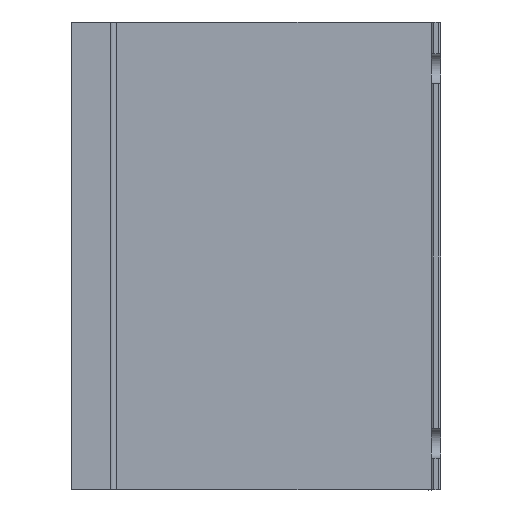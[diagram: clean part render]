
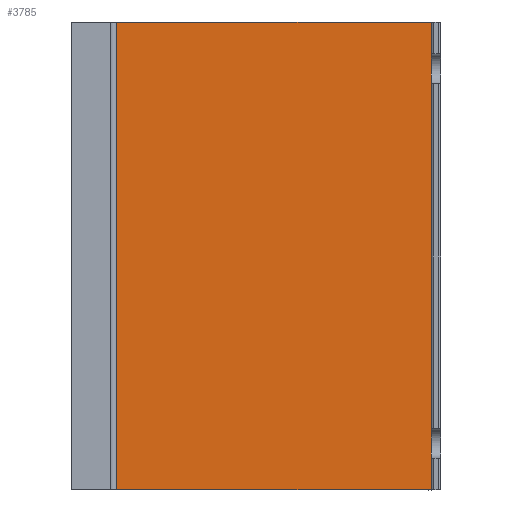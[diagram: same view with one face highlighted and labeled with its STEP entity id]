
A CAD part, left-side view. The second image highlights one B-rep face of the part: STEP entity #3785.
In plain terms, the highlighted planar face has unit normal (-1, 0, 0).
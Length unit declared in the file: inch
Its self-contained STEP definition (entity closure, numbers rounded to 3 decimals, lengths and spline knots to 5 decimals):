
#225 = VECTOR ( 'NONE', #2932, 39.37008 ) ;
#390 = PLANE ( 'NONE',  #2460 ) ;
#411 = EDGE_CURVE ( 'NONE', #7261, #2168, #8789, .T. ) ;
#1042 = EDGE_CURVE ( 'NONE', #9421, #7261, #5894, .T. ) ;
#1542 = VERTEX_POINT ( 'NONE', #9416 ) ;
#1874 = CARTESIAN_POINT ( 'NONE',  ( -2.2, -1.154, -3. ) ) ;
#1890 = CARTESIAN_POINT ( 'NONE',  ( -2.2, -1.154, 0. ) ) ;
#2054 = DIRECTION ( 'NONE',  ( 0., 0., -1. ) ) ;
#2168 = VERTEX_POINT ( 'NONE', #2366 ) ;
#2179 = VECTOR ( 'NONE', #2670, 39.37008 ) ;
#2366 = CARTESIAN_POINT ( 'NONE',  ( -2.2, 0.864, 0. ) ) ;
#2460 = AXIS2_PLACEMENT_3D ( 'NONE', #1874, #7047, #2615 ) ;
#2615 = DIRECTION ( 'NONE',  ( 0., 0., 1. ) ) ;
#2632 = DIRECTION ( 'NONE',  ( 0., 1., 0. ) ) ;
#2654 = FACE_OUTER_BOUND ( 'NONE', #9318, .T. ) ;
#2670 = DIRECTION ( 'NONE',  ( 0., 0., 1. ) ) ;
#2932 = DIRECTION ( 'NONE',  ( 0., -1., 0. ) ) ;
#3785 = ADVANCED_FACE ( 'NONE', ( #2654 ), #390, .T. ) ;
#4517 = ORIENTED_EDGE ( 'NONE', *, *, #9401, .T. ) ;
#5202 = ORIENTED_EDGE ( 'NONE', *, *, #1042, .T. ) ;
#5631 = CARTESIAN_POINT ( 'NONE',  ( -2.2, -1.154, -3. ) ) ;
#5806 = LINE ( 'NONE', #6495, #7732 ) ;
#5894 = LINE ( 'NONE', #5631, #2179 ) ;
#5944 = ORIENTED_EDGE ( 'NONE', *, *, #9044, .T. ) ;
#6022 = CARTESIAN_POINT ( 'NONE',  ( -2.2, -1.154, 0. ) ) ;
#6495 = CARTESIAN_POINT ( 'NONE',  ( -2.2, 0.864, -3. ) ) ;
#6822 = VECTOR ( 'NONE', #2632, 39.37008 ) ;
#7047 = DIRECTION ( 'NONE',  ( -1., 0., 0. ) ) ;
#7261 = VERTEX_POINT ( 'NONE', #6022 ) ;
#7732 = VECTOR ( 'NONE', #2054, 39.37008 ) ;
#7964 = CARTESIAN_POINT ( 'NONE',  ( -2.2, -1.154, -3. ) ) ;
#8036 = ORIENTED_EDGE ( 'NONE', *, *, #411, .T. ) ;
#8094 = LINE ( 'NONE', #8814, #225 ) ;
#8789 = LINE ( 'NONE', #1890, #6822 ) ;
#8814 = CARTESIAN_POINT ( 'NONE',  ( -2.2, -1.154, -3. ) ) ;
#9044 = EDGE_CURVE ( 'NONE', #1542, #9421, #8094, .T. ) ;
#9318 = EDGE_LOOP ( 'NONE', ( #8036, #4517, #5944, #5202 ) ) ;
#9401 = EDGE_CURVE ( 'NONE', #2168, #1542, #5806, .T. ) ;
#9416 = CARTESIAN_POINT ( 'NONE',  ( -2.2, 0.864, -3. ) ) ;
#9421 = VERTEX_POINT ( 'NONE', #7964 ) ;
